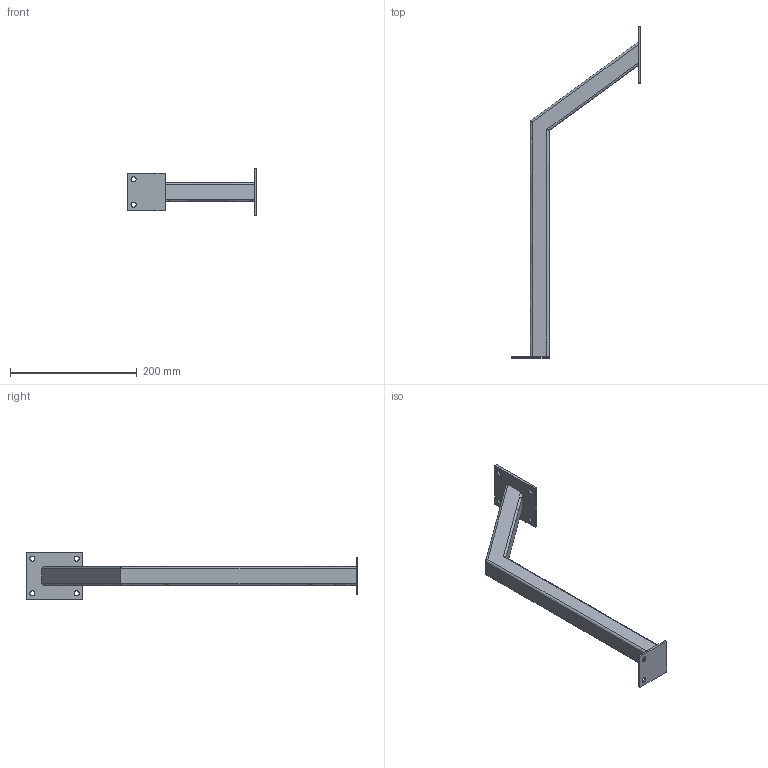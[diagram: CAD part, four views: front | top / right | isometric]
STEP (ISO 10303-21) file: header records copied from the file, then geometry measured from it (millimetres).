
FILE_DESCRIPTION(/* description */ (''),/* implementation_level */ '2;1');
FILE_NAME(/* name */ 'P9',/* time_stamp */ '2017-08-10T21:16:16+02:00',/* author */ (''),/* organization */ (''),/* preprocessor_version */ 'ST-DEVELOPER v15',/* originating_system */ '',/* authorisation */ '');
FILE_SCHEMA (('CONFIG_CONTROL_DESIGN'));
Length unit declared in the file: millimetre
Products named in the file (1): Document
Bounding box: 204.76 x 524.59 x 75 mm (x, y, z)
Volume: 211382.4 mm3; surface area: 139867.2 mm2
Topology: 3 solids, 3 shells, 54 faces, 136 edges, 88 vertices
Faces by surface type: bspline 28, plane 26
Entity records: 1984 total; most frequent: CARTESIAN_POINT 1020, ORIENTED_EDGE 272, EDGE_CURVE 136, B_SPLINE_CURVE_WITH_KNOTS 104, VERTEX_POINT 88, EDGE_LOOP 68, ADVANCED_FACE 54, FACE_OUTER_BOUND 54
